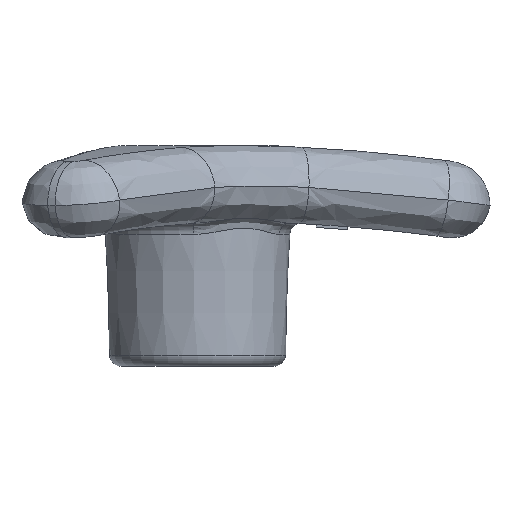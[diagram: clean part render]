
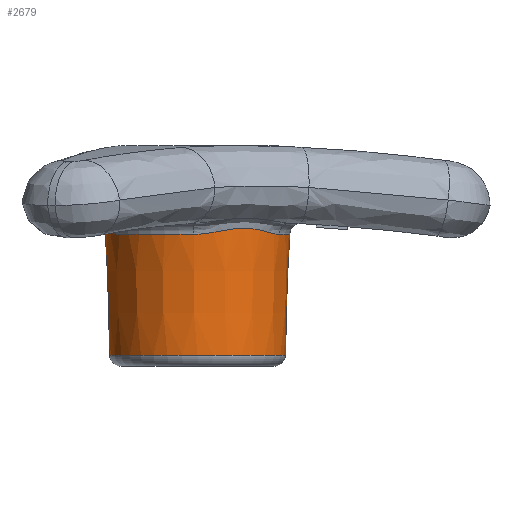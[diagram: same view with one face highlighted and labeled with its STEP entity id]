
A CAD part, front view. The second image highlights one B-rep face of the part: STEP entity #2679.
In plain terms, the highlighted conical face has half-angle 2 degrees and reference radius 15 mm.
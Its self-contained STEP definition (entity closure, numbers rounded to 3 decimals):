
#69=B_SPLINE_CURVE_WITH_KNOTS('',3,(#7274,#7275,#7276,#7277,#7278,#7279,
#7280,#7281),.UNSPECIFIED.,.F.,.F.,(4,1,1,1,1,4),(0.,0.005,
0.007,0.009,0.014,0.018),
 .UNSPECIFIED.);
#71=B_SPLINE_CURVE_WITH_KNOTS('',3,(#7317,#7318,#7319,#7320,#7321,#7322,
#7323,#7324),.UNSPECIFIED.,.F.,.F.,(4,1,1,1,1,4),(0.,0.005,
0.007,0.009,0.014,0.018),
 .UNSPECIFIED.);
#75=B_SPLINE_CURVE_WITH_KNOTS('',3,(#7372,#7373,#7374,#7375,#7376,#7377,
#7378,#7379),.UNSPECIFIED.,.F.,.F.,(4,1,1,1,1,4),(0.,0.005,
0.007,0.009,0.014,0.018),
 .UNSPECIFIED.);
#856=ORIENTED_EDGE('',*,*,#1147,.T.);
#857=ORIENTED_EDGE('',*,*,#1146,.T.);
#858=ORIENTED_EDGE('',*,*,#1143,.T.);
#859=ORIENTED_EDGE('',*,*,#1141,.T.);
#860=ORIENTED_EDGE('',*,*,#1140,.T.);
#861=ORIENTED_EDGE('',*,*,#1138,.T.);
#862=ORIENTED_EDGE('',*,*,#1148,.T.);
#1138=EDGE_CURVE('',#1327,#1328,#69,.T.);
#1140=EDGE_CURVE('',#1329,#1327,#1492,.T.);
#1141=EDGE_CURVE('',#1330,#1329,#71,.T.);
#1143=EDGE_CURVE('',#1331,#1330,#1493,.T.);
#1146=EDGE_CURVE('',#1332,#1331,#75,.T.);
#1147=EDGE_CURVE('',#1328,#1332,#1494,.T.);
#1148=EDGE_CURVE('',#1333,#1333,#1495,.F.);
#1327=VERTEX_POINT('',#7267);
#1328=VERTEX_POINT('',#7273);
#1329=VERTEX_POINT('',#7288);
#1330=VERTEX_POINT('',#7325);
#1331=VERTEX_POINT('',#7333);
#1332=VERTEX_POINT('',#7371);
#1333=VERTEX_POINT('',#7384);
#1492=CIRCLE('',#2921,15.788);
#1493=CIRCLE('',#2923,15.788);
#1494=CIRCLE('',#2925,15.788);
#1495=CIRCLE('',#2927,15.067);
#1623=EDGE_LOOP('',(#856,#857,#858,#859,#860,#861));
#1624=EDGE_LOOP('',(#862));
#1755=FACE_BOUND('',#1623,.T.);
#1756=FACE_BOUND('',#1624,.T.);
#1765=CONICAL_SURFACE('',#2926,15.,0.035);
#2679=ADVANCED_FACE('',(#1755,#1756),#1765,.T.);
#2921=AXIS2_PLACEMENT_3D('',#7289,#3451,#3452);
#2923=AXIS2_PLACEMENT_3D('',#7332,#3455,#3456);
#2925=AXIS2_PLACEMENT_3D('',#7381,#3459,#3460);
#2926=AXIS2_PLACEMENT_3D('',#7382,#3461,#3462);
#2927=AXIS2_PLACEMENT_3D('',#7383,#3463,#3464);
#3451=DIRECTION('',(0.,0.,-1.));
#3452=DIRECTION('',(-1.,0.,0.));
#3455=DIRECTION('',(0.,0.,-1.));
#3456=DIRECTION('',(-1.,0.,0.));
#3459=DIRECTION('',(0.,0.,-1.));
#3460=DIRECTION('',(-1.,0.,0.));
#3461=DIRECTION('',(0.,0.,1.));
#3462=DIRECTION('',(1.,0.,0.));
#3463=DIRECTION('',(0.,0.,-1.));
#3464=DIRECTION('',(-1.,0.,0.));
#7267=CARTESIAN_POINT('',(13.995,-7.308,22.556));
#7273=CARTESIAN_POINT('',(-0.669,-15.773,22.556));
#7274=CARTESIAN_POINT('',(13.995,-7.308,22.556));
#7275=CARTESIAN_POINT('',(13.29,-8.657,22.556));
#7276=CARTESIAN_POINT('',(11.985,-10.482,22.988));
#7277=CARTESIAN_POINT('',(9.808,-12.482,23.509));
#7278=CARTESIAN_POINT('',(7.294,-14.191,23.736));
#7279=CARTESIAN_POINT('',(3.807,-15.553,23.137));
#7280=CARTESIAN_POINT('',(0.853,-15.838,22.556));
#7281=CARTESIAN_POINT('',(-0.669,-15.773,22.556));
#7288=CARTESIAN_POINT('',(13.995,7.307,22.556));
#7289=CARTESIAN_POINT('',(0.,0.,22.556));
#7317=CARTESIAN_POINT('',(-0.669,15.773,22.556));
#7318=CARTESIAN_POINT('',(0.851,15.838,22.556));
#7319=CARTESIAN_POINT('',(3.089,15.619,22.988));
#7320=CARTESIAN_POINT('',(5.908,14.734,23.51));
#7321=CARTESIAN_POINT('',(8.644,13.412,23.736));
#7322=CARTESIAN_POINT('',(11.566,11.073,23.137));
#7323=CARTESIAN_POINT('',(13.29,8.658,22.556));
#7324=CARTESIAN_POINT('',(13.995,7.307,22.556));
#7325=CARTESIAN_POINT('',(-0.669,15.773,22.556));
#7332=CARTESIAN_POINT('',(0.,0.,22.556));
#7333=CARTESIAN_POINT('',(-13.326,8.466,22.556));
#7371=CARTESIAN_POINT('',(-13.326,-8.466,22.556));
#7372=CARTESIAN_POINT('',(-13.326,-8.466,22.556));
#7373=CARTESIAN_POINT('',(-14.142,-7.181,22.556));
#7374=CARTESIAN_POINT('',(-15.07,-5.138,22.988));
#7375=CARTESIAN_POINT('',(-15.714,-2.253,23.509));
#7376=CARTESIAN_POINT('',(-15.937,0.779,23.736));
#7377=CARTESIAN_POINT('',(-15.373,4.48,23.137));
#7378=CARTESIAN_POINT('',(-14.143,7.18,22.556));
#7379=CARTESIAN_POINT('',(-13.326,8.466,22.556));
#7381=CARTESIAN_POINT('',(0.,0.,22.556));
#7382=CARTESIAN_POINT('',(0.,0.,0.));
#7383=CARTESIAN_POINT('',(0.,0.,1.93));
#7384=CARTESIAN_POINT('',(-15.067,0.,1.93));
